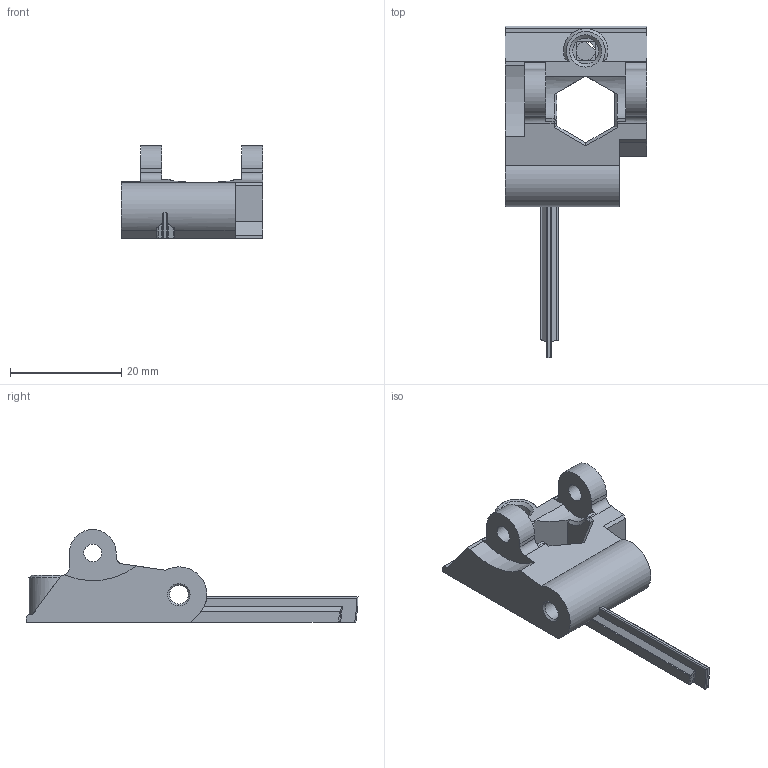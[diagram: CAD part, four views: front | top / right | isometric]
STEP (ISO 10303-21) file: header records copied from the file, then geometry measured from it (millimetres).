
FILE_DESCRIPTION(/* description */ (''),/* implementation_level */ '2;1');
FILE_NAME(/* name */ 'extruder-idler-mmu2s.stp',/* time_stamp */ '2020-11-25T13:28:02+01:00',/* author */ ('PR'),/* organization */ (''),/* preprocessor_version */ 'ST-DEVELOPER v18.1',/* originating_system */ 'Autodesk Inventor 2021',/* authorisation */ '');
FILE_SCHEMA (('AUTOMOTIVE_DESIGN { 1 0 10303 214 3 1 1 }'));
Length unit declared in the file: millimetre
Products named in the file (1): mk3ss-extruder-idler
Bounding box: 25.5 x 59.69 x 16.7 mm (x, y, z)
Volume: 5758.4 mm3; surface area: 3618.4 mm2
Topology: 1 solids, 1 shells, 114 faces, 308 edges, 195 vertices
Faces by surface type: plane 80, cylinder 19, cone 9, torus 6
Full cylindrical faces by diameter (mm): 3.2 x2, 3.4 x1
Entity records: 3715 total; most frequent: CARTESIAN_POINT 778, ORIENTED_EDGE 616, DIRECTION 587, EDGE_CURVE 308, LINE 211, VECTOR 211, VERTEX_POINT 195, AXIS2_PLACEMENT_3D 188
